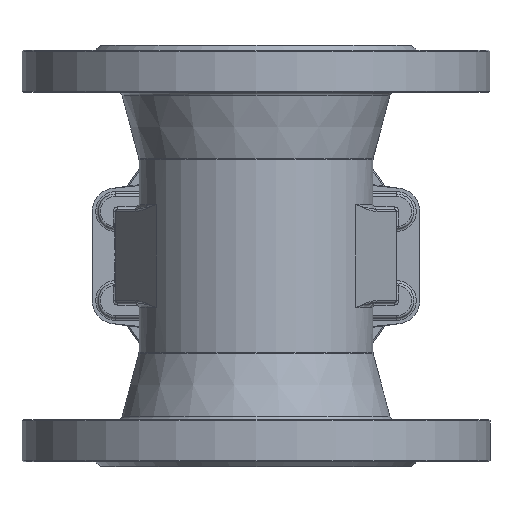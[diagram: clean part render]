
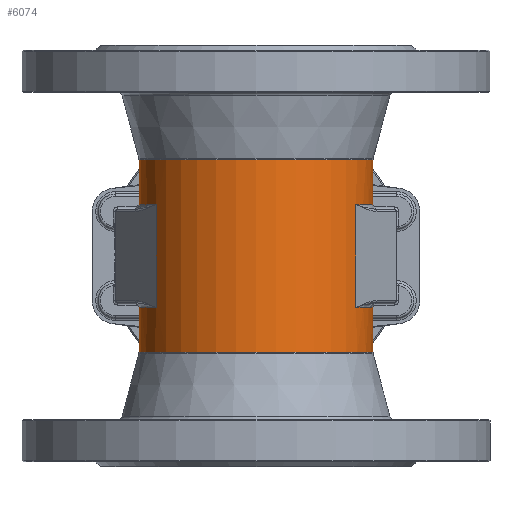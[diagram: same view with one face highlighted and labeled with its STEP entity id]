
A CAD part, front view. The second image highlights one B-rep face of the part: STEP entity #6074.
In plain terms, the highlighted cylindrical face has radius 50 mm (diameter 100 mm), a full revolution.
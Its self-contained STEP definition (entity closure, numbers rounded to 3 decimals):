
#456=CIRCLE('',#6641,50.);
#457=CIRCLE('',#6642,50.);
#460=CIRCLE('',#6647,50.);
#480=CIRCLE('',#6674,50.);
#482=CIRCLE('',#6676,50.);
#483=CIRCLE('',#6678,50.);
#505=CIRCLE('',#6722,50.);
#506=CIRCLE('',#6723,50.);
#509=CIRCLE('',#6728,50.);
#529=CIRCLE('',#6758,50.);
#530=CIRCLE('',#6759,50.);
#532=CIRCLE('',#6762,50.);
#801=CYLINDRICAL_SURFACE('',#6761,50.);
#1126=FACE_OUTER_BOUND('',#1534,.T.);
#1534=EDGE_LOOP('',(#5171,#5172,#5173,#5174,#5175,#5176,#5177,#5178,#5179,
#5180,#5181,#5182,#5183,#5184,#5185,#5186,#5187,#5188,#5189,#5190,#5191,
#5192));
#1892=LINE('',#11433,#2255);
#1893=LINE('',#11603,#2256);
#1912=LINE('',#11925,#2275);
#1913=LINE('',#12023,#2276);
#1914=LINE('',#12194,#2277);
#1918=LINE('',#12375,#2281);
#1919=LINE('',#12376,#2282);
#1920=LINE('',#12378,#2283);
#2255=VECTOR('',#8028,10.);
#2256=VECTOR('',#8039,10.);
#2275=VECTOR('',#8200,10.);
#2276=VECTOR('',#8211,10.);
#2277=VECTOR('',#8224,10.);
#2281=VECTOR('',#8288,50.);
#2282=VECTOR('',#8289,50.);
#2283=VECTOR('',#8292,10.);
#2715=VERTEX_POINT('',#11325);
#2716=VERTEX_POINT('',#11345);
#2717=VERTEX_POINT('',#11347);
#2719=VERTEX_POINT('',#11432);
#2721=VERTEX_POINT('',#11517);
#2723=VERTEX_POINT('',#11602);
#2727=VERTEX_POINT('',#11734);
#2741=VERTEX_POINT('',#11783);
#2742=VERTEX_POINT('',#11784);
#2763=VERTEX_POINT('',#11905);
#2765=VERTEX_POINT('',#11932);
#2766=VERTEX_POINT('',#11941);
#2767=VERTEX_POINT('',#12014);
#2770=VERTEX_POINT('',#12104);
#2771=VERTEX_POINT('',#12185);
#2775=VERTEX_POINT('',#12319);
#2789=VERTEX_POINT('',#12369);
#2790=VERTEX_POINT('',#12370);
#3466=EDGE_CURVE('',#2716,#2715,#456,.T.);
#3467=EDGE_CURVE('',#2717,#2716,#457,.T.);
#3472=EDGE_CURVE('',#2719,#2717,#1892,.T.);
#3477=EDGE_CURVE('',#2721,#2719,#460,.T.);
#3482=EDGE_CURVE('',#2723,#2721,#1893,.T.);
#3508=EDGE_CURVE('',#2741,#2742,#480,.T.);
#3510=EDGE_CURVE('',#2742,#2741,#482,.T.);
#3511=EDGE_CURVE('',#2727,#2723,#483,.T.);
#3551=EDGE_CURVE('',#2763,#2715,#1912,.T.);
#3554=EDGE_CURVE('',#2765,#2766,#505,.T.);
#3555=EDGE_CURVE('',#2766,#2763,#506,.T.);
#3559=EDGE_CURVE('',#2767,#2765,#1913,.T.);
#3565=EDGE_CURVE('',#2770,#2767,#509,.T.);
#3569=EDGE_CURVE('',#2771,#2770,#1914,.T.);
#3595=EDGE_CURVE('',#2789,#2790,#529,.T.);
#3596=EDGE_CURVE('',#2790,#2789,#530,.T.);
#3598=EDGE_CURVE('',#2742,#2716,#1918,.T.);
#3599=EDGE_CURVE('',#2766,#2790,#1919,.T.);
#3600=EDGE_CURVE('',#2775,#2771,#532,.T.);
#3601=EDGE_CURVE('',#2775,#2727,#1920,.T.);
#5171=ORIENTED_EDGE('',*,*,#3508,.T.);
#5172=ORIENTED_EDGE('',*,*,#3598,.T.);
#5173=ORIENTED_EDGE('',*,*,#3466,.T.);
#5174=ORIENTED_EDGE('',*,*,#3551,.F.);
#5175=ORIENTED_EDGE('',*,*,#3555,.F.);
#5176=ORIENTED_EDGE('',*,*,#3599,.T.);
#5177=ORIENTED_EDGE('',*,*,#3595,.F.);
#5178=ORIENTED_EDGE('',*,*,#3596,.F.);
#5179=ORIENTED_EDGE('',*,*,#3599,.F.);
#5180=ORIENTED_EDGE('',*,*,#3554,.F.);
#5181=ORIENTED_EDGE('',*,*,#3559,.F.);
#5182=ORIENTED_EDGE('',*,*,#3565,.F.);
#5183=ORIENTED_EDGE('',*,*,#3569,.F.);
#5184=ORIENTED_EDGE('',*,*,#3600,.F.);
#5185=ORIENTED_EDGE('',*,*,#3601,.T.);
#5186=ORIENTED_EDGE('',*,*,#3511,.T.);
#5187=ORIENTED_EDGE('',*,*,#3482,.T.);
#5188=ORIENTED_EDGE('',*,*,#3477,.T.);
#5189=ORIENTED_EDGE('',*,*,#3472,.T.);
#5190=ORIENTED_EDGE('',*,*,#3467,.T.);
#5191=ORIENTED_EDGE('',*,*,#3598,.F.);
#5192=ORIENTED_EDGE('',*,*,#3510,.T.);
#6074=ADVANCED_FACE('',(#1126),#801,.T.);
#6641=AXIS2_PLACEMENT_3D('',#11346,#8020,#8021);
#6642=AXIS2_PLACEMENT_3D('',#11348,#8022,#8023);
#6647=AXIS2_PLACEMENT_3D('',#11518,#8033,#8034);
#6674=AXIS2_PLACEMENT_3D('',#11785,#8090,#8091);
#6676=AXIS2_PLACEMENT_3D('',#11787,#8094,#8095);
#6678=AXIS2_PLACEMENT_3D('',#11789,#8098,#8099);
#6722=AXIS2_PLACEMENT_3D('',#11942,#8203,#8204);
#6723=AXIS2_PLACEMENT_3D('',#11943,#8205,#8206);
#6728=AXIS2_PLACEMENT_3D('',#12113,#8216,#8217);
#6758=AXIS2_PLACEMENT_3D('',#12371,#8280,#8281);
#6759=AXIS2_PLACEMENT_3D('',#12372,#8282,#8283);
#6761=AXIS2_PLACEMENT_3D('',#12374,#8286,#8287);
#6762=AXIS2_PLACEMENT_3D('',#12377,#8290,#8291);
#8020=DIRECTION('center_axis',(0.,0.,-1.));
#8021=DIRECTION('ref_axis',(0.945,0.326,0.));
#8022=DIRECTION('center_axis',(0.,0.,-1.));
#8023=DIRECTION('ref_axis',(0.945,0.326,0.));
#8028=DIRECTION('',(0.,0.,1.));
#8033=DIRECTION('center_axis',(0.,0.,
-1.));
#8034=DIRECTION('ref_axis',(0.,1.,0.));
#8039=DIRECTION('',(0.,0.,-1.));
#8090=DIRECTION('center_axis',(0.,0.,1.));
#8091=DIRECTION('ref_axis',(1.,0.,0.));
#8094=DIRECTION('center_axis',(0.,0.,1.));
#8095=DIRECTION('ref_axis',(1.,0.,0.));
#8098=DIRECTION('center_axis',(0.,0.,-1.));
#8099=DIRECTION('ref_axis',(-0.945,0.326,0.));
#8200=DIRECTION('',(0.,0.,-1.));
#8203=DIRECTION('center_axis',(0.,0.,-1.));
#8204=DIRECTION('ref_axis',(0.945,0.326,0.));
#8205=DIRECTION('center_axis',(0.,0.,-1.));
#8206=DIRECTION('ref_axis',(0.945,0.326,0.));
#8211=DIRECTION('',(0.,0.,-1.));
#8216=DIRECTION('center_axis',(0.,0.,
-1.));
#8217=DIRECTION('ref_axis',(0.,1.,0.));
#8224=DIRECTION('',(0.,0.,1.));
#8280=DIRECTION('center_axis',(0.,0.,1.));
#8281=DIRECTION('ref_axis',(1.,0.,0.));
#8282=DIRECTION('center_axis',(0.,0.,1.));
#8283=DIRECTION('ref_axis',(1.,0.,0.));
#8286=DIRECTION('center_axis',(0.,0.,-1.));
#8287=DIRECTION('ref_axis',(-1.,0.,0.));
#8288=DIRECTION('',(0.,0.,1.));
#8289=DIRECTION('',(0.,0.,1.));
#8290=DIRECTION('center_axis',(0.,0.,-1.));
#8291=DIRECTION('ref_axis',(-0.945,0.326,0.));
#8292=DIRECTION('',(0.,0.,-1.));
#11325=CARTESIAN_POINT('',(42.642,-26.109,-110.));
#11345=CARTESIAN_POINT('',(50.,0.,-110.));
#11346=CARTESIAN_POINT('Origin',(0.,0.,-110.));
#11347=CARTESIAN_POINT('',(18.75,46.351,-110.));
#11348=CARTESIAN_POINT('Origin',(0.,0.,-110.));
#11432=CARTESIAN_POINT('',(18.75,46.351,-114.));
#11433=CARTESIAN_POINT('',(18.75,46.351,-158.));
#11517=CARTESIAN_POINT('',(-18.75,46.351,-114.));
#11518=CARTESIAN_POINT('Origin',(0.,0.,-114.));
#11602=CARTESIAN_POINT('',(-18.75,46.351,-110.));
#11603=CARTESIAN_POINT('',(-18.75,46.351,-158.));
#11734=CARTESIAN_POINT('',(-42.642,-26.109,-110.));
#11783=CARTESIAN_POINT('',(-50.,0.,-129.237));
#11784=CARTESIAN_POINT('',(50.,0.,-129.237));
#11785=CARTESIAN_POINT('Origin',(0.,0.,-129.237));
#11787=CARTESIAN_POINT('Origin',(0.,0.,-129.237));
#11789=CARTESIAN_POINT('Origin',(0.,0.,-110.));
#11905=CARTESIAN_POINT('',(42.642,-26.109,-66.));
#11925=CARTESIAN_POINT('',(42.642,-26.109,-18.));
#11932=CARTESIAN_POINT('',(18.75,46.351,-66.));
#11941=CARTESIAN_POINT('',(50.,0.,-66.));
#11942=CARTESIAN_POINT('Origin',(0.,0.,-66.));
#11943=CARTESIAN_POINT('Origin',(0.,0.,-66.));
#12014=CARTESIAN_POINT('',(18.75,46.351,-62.));
#12023=CARTESIAN_POINT('',(18.75,46.351,-18.));
#12104=CARTESIAN_POINT('',(-18.75,46.351,-62.));
#12113=CARTESIAN_POINT('Origin',(0.,0.,-62.));
#12185=CARTESIAN_POINT('',(-18.75,46.351,-66.));
#12194=CARTESIAN_POINT('',(-18.75,46.351,-18.));
#12319=CARTESIAN_POINT('',(-42.642,-26.109,-66.));
#12369=CARTESIAN_POINT('',(-50.,0.,-46.763));
#12370=CARTESIAN_POINT('',(50.,0.,-46.763));
#12371=CARTESIAN_POINT('Origin',(0.,0.,-46.763));
#12372=CARTESIAN_POINT('Origin',(0.,0.,-46.763));
#12374=CARTESIAN_POINT('Origin',(0.,0.,-18.));
#12375=CARTESIAN_POINT('',(50.,0.,-18.));
#12376=CARTESIAN_POINT('',(50.,0.,-18.));
#12377=CARTESIAN_POINT('Origin',(0.,0.,-66.));
#12378=CARTESIAN_POINT('',(-42.642,-26.109,-18.));
